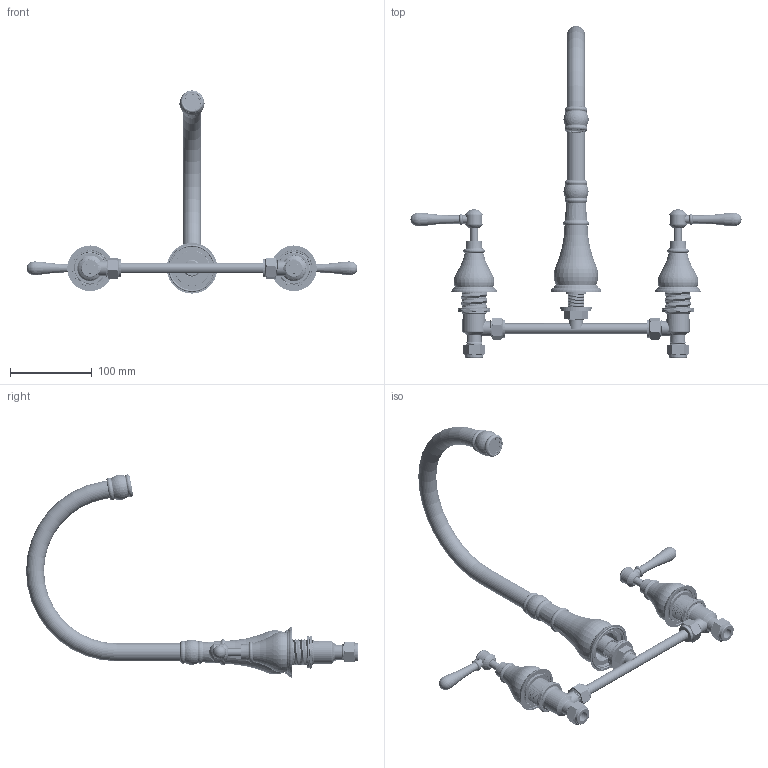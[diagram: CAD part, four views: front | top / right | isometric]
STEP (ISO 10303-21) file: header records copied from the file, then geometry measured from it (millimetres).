
FILE_DESCRIPTION (( 'STEP AP203' ), '1' );
FILE_NAME ('MV1014LCH.STEP', '2020-02-26T07:03:12', ( 'Windows 蚚誧' ), ( '' ), 'SwSTEP 2.0', 'SolidWorks 2019', '' );
FILE_SCHEMA (( 'CONFIG_CONTROL_DESIGN' ));
Length unit declared in the file: millimetre
Products named in the file (49): 双把手紫铜管（12.7X0.8X220); G03097P00   呿蹋鞠褒簽; 58x2.5 O型圈 - UA70MV三通底帽; 110快开插齿G58阀芯（30.5阀盖）; 辦羲30.5坶踡蹟譫; MV珨趼忒謫; MV堤阨諳; 報滇埴俔郪; 22報滇埴俔爾諉奪; 5-8辦羲概郋-110酗; 17x2 O型圈; MV双把面盆钟罩组件;    M70SB21C    MV珨趼忒梟裝; G03009C00  邧參鞠褒簽; 臟賙M21.5X1堤阨厙; 邧參報滇翋极郪; 邧參醱髓褒概郪; Z19021D00  邧參翋极; 双把手紫铜管焊接头（G1-2H49); M16x1 22奪爾諉芛; 邧參報滇奪釱郪; 双把110快开厨房主体组; M4x5 囀鞠褒す傷蹟佪; G07221D00  邧參忒翋极囀郋; MV22堤阨奪蟀諉璃; 菜え; 40X32X1.5呿蹋菜え; 囀鞠褒潑芛蹟佪M5x12 (G12090G00); M05001P00  呿蹋縐杶; M16X1 22奪爾諉簽; MV邧參珨趼忒謫釱; MV1014ACH;     M70ZS02C     MV醱髓堤阨奪釱; MV堤阨諳ㄗ郪ㄘ; G03008C00   概极匐褒簽; 220報滇豜肣諉奪郪; 18x1.5 O型圈; 22報滇埴俔ㄗ爾諉ㄘ; G1-2報滇酗諉芛;    M70ZS00C     MV醱髓笘欶  ...
Assembly tree (70 placements, depth 5):
  MV1014LCH
    双把110快开厨房主体组
      邧參報滇翋极郪
        邧參醱髓褒概郪
          Z19021D00  邧參翋极
          G07221D00  邧參忒翋极囀郋
          G03008C00   概极匐褒簽  x2
          40X32X1.5呿蹋菜え  x2
          G03009C00  邧參鞠褒簽  x2
          M05001P00  呿蹋縐杶  x2
        邧參醱髓褒概郪
          Z19021D00  邧參翋极
          G07221D00  邧參忒翋极囀郋
          G03008C00   概极匐褒簽  x2
          40X32X1.5呿蹋菜え  x2
          G03009C00  邧參鞠褒簽  x2
          M05001P00  呿蹋縐杶  x2
        220報滇豜肣諉奪郪
          双把手紫铜管（12.7X0.8X220)
          双把手紫铜管焊接头（G1-2H49)
        G03097P00   呿蹋鞠褒簽
        菜え
      110快开插齿G58阀芯（30.5阀盖）
        5-8辦羲概郋-110酗
        辦羲30.5坶踡蹟譫
        28.5X22.5X1.5綻祧菜え
      110快开插齿G58阀芯（30.5阀盖）
        5-8辦羲概郋-110酗
        辦羲30.5坶踡蹟譫
        28.5X22.5X1.5綻祧菜え
      MV双把面盆钟罩组件
           M70ZS00C     MV醱髓笘欶 
           M70ZS01C     MV醱髓笘欶蚾庉簽
      MV双把面盆钟罩组件
           M70ZS00C     MV醱髓笘欶 
           M70ZS01C     MV醱髓笘欶蚾庉簽
      MV珨趼忒謫
        MV邧參珨趼忒謫釱
           M70SB21C    MV珨趼忒梟裝
        囀鞠褒潑芛蹟佪M5x12 (G12090G00)
      MV珨趼忒謫
        MV邧參珨趼忒謫釱
           M70SB21C    MV珨趼忒梟裝
        囀鞠褒潑芛蹟佪M5x12 (G12090G00)
    邧參報滇奪釱郪
          M70ZS02C     MV醱髓堤阨奪釱
      MV三通面盆底帽
      G1-2報滇酗諉芛
      18x1.5 O型圈
      M4x5 囀鞠褒す傷蹟佪
      58x2.5 O型圈 - UA70MV三通底帽
    MV1014ACH
      MV堤阨諳ㄗ郪ㄘ
        MV堤阨諳
        臟賙M21.5X1堤阨厙
      報滇埴俔郪
        MV22堤阨奪蟀諉璃ㄗ郪ㄘ
          MV22堤阨奪蟀諉璃
        22報滇埴俔ㄗ爾諉ㄘ
          22報滇埴俔爾諉奪
Bounding box: 406 x 407.01 x 249.11 mm (x, y, z)
Volume: 303957.7 mm3; surface area: 288724.4 mm2
Topology: 54 solids, 54 shells, 2804 faces, 7369 edges, 4770 vertices
Faces by surface type: cylinder 1383, plane 598, cone 391, torus 214, bspline 198, sphere 20
Entity records: 116054 total; most frequent: CARTESIAN_POINT 73819, ORIENTED_EDGE 8452, DIRECTION 6977, EDGE_CURVE 4226, AXIS2_PLACEMENT_3D 2816, VERTEX_POINT 2740, EDGE_LOOP 1760, ADVANCED_FACE 1625
